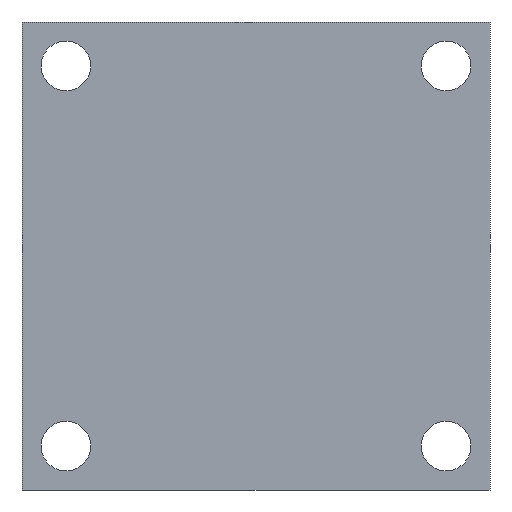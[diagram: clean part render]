
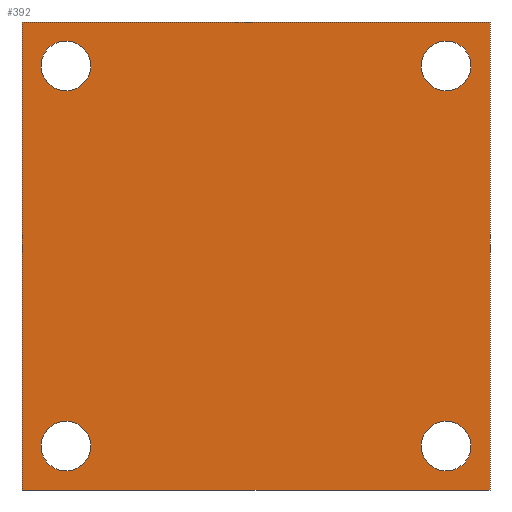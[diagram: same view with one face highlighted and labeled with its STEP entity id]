
A CAD part, front view. The second image highlights one B-rep face of the part: STEP entity #392.
In plain terms, the highlighted planar face has unit normal (0, -1, 0).
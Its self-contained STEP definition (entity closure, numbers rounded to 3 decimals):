
#20=FACE_BOUND('',#83,.T.);
#21=FACE_BOUND('',#84,.T.);
#22=FACE_BOUND('',#85,.T.);
#23=FACE_BOUND('',#86,.T.);
#37=PLANE('',#436);
#57=FACE_OUTER_BOUND('',#82,.T.);
#82=EDGE_LOOP('',(#338,#339,#340,#341));
#83=EDGE_LOOP('',(#342));
#84=EDGE_LOOP('',(#343));
#85=EDGE_LOOP('',(#344));
#86=EDGE_LOOP('',(#345));
#94=LINE('',#559,#135);
#103=LINE('',#586,#144);
#129=LINE('',#642,#170);
#130=LINE('',#643,#171);
#135=VECTOR('',#458,10.);
#144=VECTOR('',#483,10.);
#170=VECTOR('',#533,10.);
#171=VECTOR('',#534,10.);
#175=CIRCLE('',#412,1.7);
#177=CIRCLE('',#415,1.7);
#179=CIRCLE('',#420,1.7);
#181=CIRCLE('',#423,1.7);
#185=VERTEX_POINT('',#547);
#187=VERTEX_POINT('',#553);
#188=VERTEX_POINT('',#557);
#189=VERTEX_POINT('',#558);
#195=VERTEX_POINT('',#574);
#197=VERTEX_POINT('',#580);
#198=VERTEX_POINT('',#584);
#199=VERTEX_POINT('',#585);
#220=EDGE_CURVE('',#185,#185,#175,.T.);
#223=EDGE_CURVE('',#187,#187,#177,.T.);
#224=EDGE_CURVE('',#188,#189,#94,.T.);
#233=EDGE_CURVE('',#195,#195,#179,.T.);
#236=EDGE_CURVE('',#197,#197,#181,.T.);
#237=EDGE_CURVE('',#198,#199,#103,.T.);
#265=EDGE_CURVE('',#189,#198,#129,.T.);
#266=EDGE_CURVE('',#199,#188,#130,.T.);
#338=ORIENTED_EDGE('',*,*,#265,.T.);
#339=ORIENTED_EDGE('',*,*,#237,.T.);
#340=ORIENTED_EDGE('',*,*,#266,.T.);
#341=ORIENTED_EDGE('',*,*,#224,.T.);
#342=ORIENTED_EDGE('',*,*,#220,.T.);
#343=ORIENTED_EDGE('',*,*,#223,.T.);
#344=ORIENTED_EDGE('',*,*,#233,.T.);
#345=ORIENTED_EDGE('',*,*,#236,.T.);
#392=ADVANCED_FACE('',(#57,#20,#21,#22,#23),#37,.T.);
#412=AXIS2_PLACEMENT_3D('',#549,#447,#448);
#415=AXIS2_PLACEMENT_3D('',#555,#454,#455);
#420=AXIS2_PLACEMENT_3D('',#576,#472,#473);
#423=AXIS2_PLACEMENT_3D('',#582,#479,#480);
#436=AXIS2_PLACEMENT_3D('',#641,#531,#532);
#447=DIRECTION('center_axis',(0.,1.,0.));
#448=DIRECTION('ref_axis',(1.,0.,0.));
#454=DIRECTION('center_axis',(0.,1.,0.));
#455=DIRECTION('ref_axis',(1.,0.,0.));
#458=DIRECTION('',(0.,0.,-1.));
#472=DIRECTION('center_axis',(0.,1.,0.));
#473=DIRECTION('ref_axis',(1.,0.,0.));
#479=DIRECTION('center_axis',(0.,1.,0.));
#480=DIRECTION('ref_axis',(1.,0.,0.));
#483=DIRECTION('',(0.,0.,1.));
#531=DIRECTION('center_axis',(0.,-1.,0.));
#532=DIRECTION('ref_axis',(1.,0.,0.));
#533=DIRECTION('',(1.,0.,0.));
#534=DIRECTION('',(-1.,0.,0.));
#547=CARTESIAN_POINT('',(-14.7,-8.5,29.));
#549=CARTESIAN_POINT('Origin',(-13.,-8.5,29.));
#553=CARTESIAN_POINT('',(-14.7,-8.5,3.));
#555=CARTESIAN_POINT('Origin',(-13.,-8.5,3.));
#557=CARTESIAN_POINT('',(-16.,-8.5,32.));
#558=CARTESIAN_POINT('',(-16.,-8.5,0.));
#559=CARTESIAN_POINT('',(-16.,-8.5,32.));
#574=CARTESIAN_POINT('',(11.3,-8.5,29.));
#576=CARTESIAN_POINT('Origin',(13.,-8.5,29.));
#580=CARTESIAN_POINT('',(11.3,-8.5,3.));
#582=CARTESIAN_POINT('Origin',(13.,-8.5,3.));
#584=CARTESIAN_POINT('',(16.,-8.5,0.));
#585=CARTESIAN_POINT('',(16.,-8.5,32.));
#586=CARTESIAN_POINT('',(16.,-8.5,0.));
#641=CARTESIAN_POINT('Origin',(-10.,-8.5,0.));
#642=CARTESIAN_POINT('',(-16.,-8.5,0.));
#643=CARTESIAN_POINT('',(16.,-8.5,32.));
